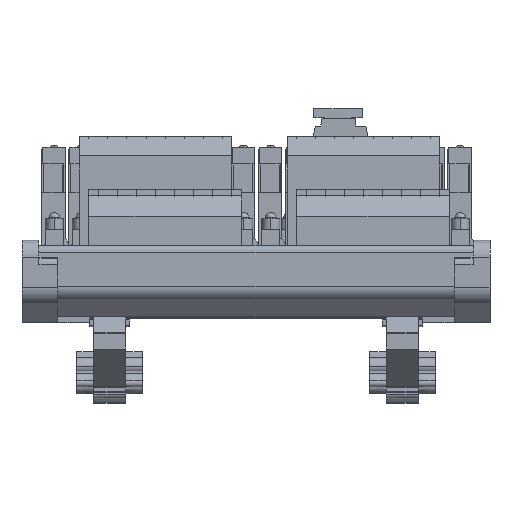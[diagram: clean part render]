
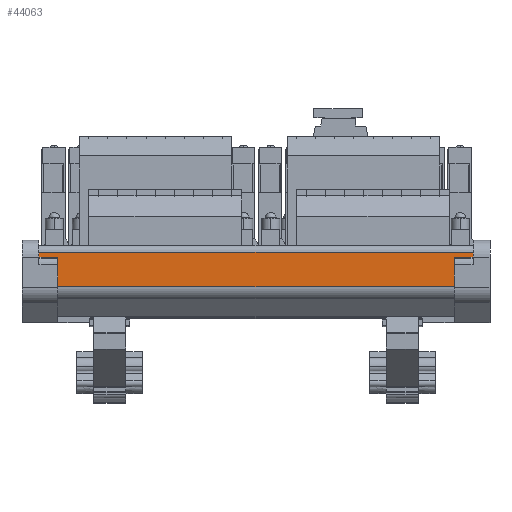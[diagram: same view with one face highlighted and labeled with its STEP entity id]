
A CAD part, front view. The second image highlights one B-rep face of the part: STEP entity #44063.
In plain terms, the highlighted planar face has unit normal (0, -1, 0).
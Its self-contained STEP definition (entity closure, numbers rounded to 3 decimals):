
#44013=AXIS2_PLACEMENT_3D('Plane Axis2P3D',#44010,#44011,#44012) ;
#28716=CARTESIAN_POINT('Vertex',(4.5,2.099,37.052)) ;
#28721=CARTESIAN_POINT('Line Origine',(4.5,2.099,38.127)) ;
#28725=CARTESIAN_POINT('Vertex',(4.5,2.099,39.202)) ;
#28800=CARTESIAN_POINT('Vertex',(120.,2.099,37.052)) ;
#28853=CARTESIAN_POINT('Vertex',(120.,2.099,39.202)) ;
#28856=CARTESIAN_POINT('Line Origine',(120.,2.099,38.127)) ;
#44010=CARTESIAN_POINT('Axis2P3D Location',(124.5,2.099,39.202)) ;
#44015=CARTESIAN_POINT('Line Origine',(62.25,2.099,39.202)) ;
#44020=CARTESIAN_POINT('Line Origine',(4.5,2.099,36.202)) ;
#44024=CARTESIAN_POINT('Vertex',(4.5,2.099,35.352)) ;
#44027=CARTESIAN_POINT('Line Origine',(4.5,2.099,32.662)) ;
#44031=CARTESIAN_POINT('Vertex',(4.5,2.099,29.973)) ;
#44034=CARTESIAN_POINT('Line Origine',(62.25,2.099,29.973)) ;
#44038=CARTESIAN_POINT('Vertex',(120.,2.099,29.973)) ;
#44041=CARTESIAN_POINT('Line Origine',(120.,2.099,32.696)) ;
#44045=CARTESIAN_POINT('Vertex',(120.,2.099,35.418)) ;
#44048=CARTESIAN_POINT('Line Origine',(120.,2.099,36.235)) ;
#28722=DIRECTION('Vector Direction',(0.,0.,-1.)) ;
#28857=DIRECTION('Vector Direction',(0.,0.,-1.)) ;
#44011=DIRECTION('Axis2P3D Direction',(0.,1.,0.)) ;
#44012=DIRECTION('Axis2P3D XDirection',(-1.,0.,0.)) ;
#44016=DIRECTION('Vector Direction',(-1.,0.,0.)) ;
#44021=DIRECTION('Vector Direction',(0.,0.,-1.)) ;
#44028=DIRECTION('Vector Direction',(0.,0.,-1.)) ;
#44035=DIRECTION('Vector Direction',(-1.,0.,0.)) ;
#44042=DIRECTION('Vector Direction',(0.,0.,-1.)) ;
#44049=DIRECTION('Vector Direction',(0.,0.,-1.)) ;
#28723=VECTOR('Line Direction',#28722,1.) ;
#28858=VECTOR('Line Direction',#28857,1.) ;
#44017=VECTOR('Line Direction',#44016,1.) ;
#44022=VECTOR('Line Direction',#44021,1.) ;
#44029=VECTOR('Line Direction',#44028,1.) ;
#44036=VECTOR('Line Direction',#44035,1.) ;
#44043=VECTOR('Line Direction',#44042,1.) ;
#44050=VECTOR('Line Direction',#44049,1.) ;
#44054=ORIENTED_EDGE('',*,*,#28860,.F.) ;
#44055=ORIENTED_EDGE('',*,*,#44019,.T.) ;
#44056=ORIENTED_EDGE('',*,*,#28727,.T.) ;
#44057=ORIENTED_EDGE('',*,*,#44026,.T.) ;
#44058=ORIENTED_EDGE('',*,*,#44033,.T.) ;
#44059=ORIENTED_EDGE('',*,*,#44040,.F.) ;
#44060=ORIENTED_EDGE('',*,*,#44047,.F.) ;
#44061=ORIENTED_EDGE('',*,*,#44052,.F.) ;
#44063=ADVANCED_FACE('Combine6',(#44062),#44014,.F.) ;
#28727=EDGE_CURVE('',#28726,#28717,#28724,.T.) ;
#28860=EDGE_CURVE('',#28854,#28801,#28859,.T.) ;
#44019=EDGE_CURVE('',#28854,#28726,#44018,.T.) ;
#44026=EDGE_CURVE('',#28717,#44025,#44023,.T.) ;
#44033=EDGE_CURVE('',#44025,#44032,#44030,.T.) ;
#44040=EDGE_CURVE('',#44039,#44032,#44037,.T.) ;
#44047=EDGE_CURVE('',#44046,#44039,#44044,.T.) ;
#44052=EDGE_CURVE('',#28801,#44046,#44051,.T.) ;
#44053=EDGE_LOOP('',(#44054,#44055,#44056,#44057,#44058,#44059,#44060,#44061)) ;
#44062=FACE_OUTER_BOUND('',#44053,.T.) ;
#28724=LINE('Line',#28721,#28723) ;
#28859=LINE('Line',#28856,#28858) ;
#44018=LINE('Line',#44015,#44017) ;
#44023=LINE('Line',#44020,#44022) ;
#44030=LINE('Line',#44027,#44029) ;
#44037=LINE('Line',#44034,#44036) ;
#44044=LINE('Line',#44041,#44043) ;
#44051=LINE('Line',#44048,#44050) ;
#44014=PLANE('',#44013) ;
#28717=VERTEX_POINT('',#28716) ;
#28726=VERTEX_POINT('',#28725) ;
#28801=VERTEX_POINT('',#28800) ;
#28854=VERTEX_POINT('',#28853) ;
#44025=VERTEX_POINT('',#44024) ;
#44032=VERTEX_POINT('',#44031) ;
#44039=VERTEX_POINT('',#44038) ;
#44046=VERTEX_POINT('',#44045) ;
